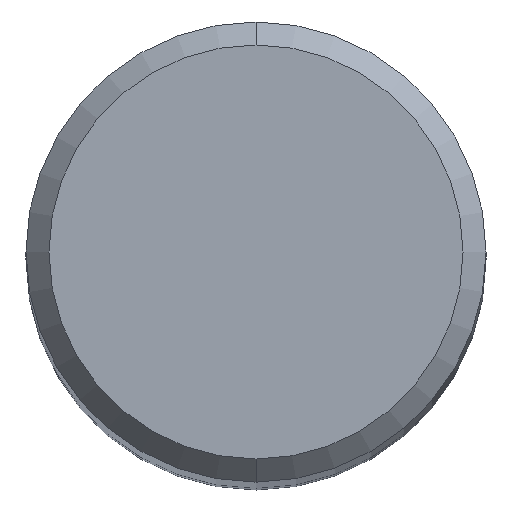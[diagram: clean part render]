
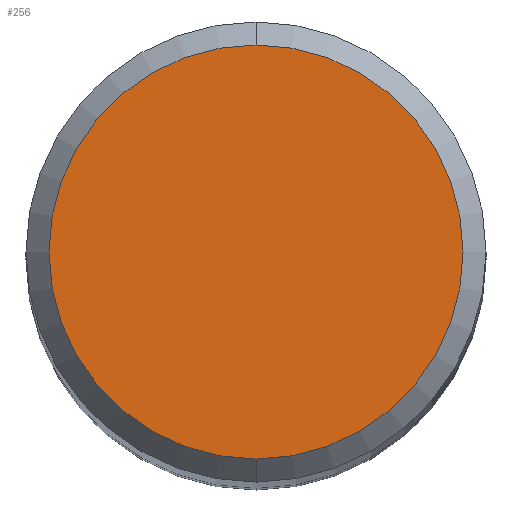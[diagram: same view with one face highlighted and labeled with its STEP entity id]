
A CAD part, top view. The second image highlights one B-rep face of the part: STEP entity #256.
In plain terms, the highlighted planar face has unit normal (0, 0, 1).
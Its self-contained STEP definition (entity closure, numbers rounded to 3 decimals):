
#188=VERTEX_POINT('',#457);
#212=EDGE_CURVE('',#188,#266,#482,.T.);
#256=ADVANCED_FACE('',(#531),#532,.T.);
#266=VERTEX_POINT('',#542);
#318=EDGE_CURVE('',#266,#188,#599,.T.);
#457=CARTESIAN_POINT('',(0.0,4.5,0.0));
#482=CIRCLE('',#855,4.5);
#531=FACE_OUTER_BOUND('',#947,.T.);
#532=PLANE('',#948);
#542=CARTESIAN_POINT('',(0.,-4.5,0.0));
#599=CIRCLE('',#1068,4.5);
#855=AXIS2_PLACEMENT_3D('',#1349,#1350,#1351);
#947=EDGE_LOOP('',(#1433,#1434));
#948=AXIS2_PLACEMENT_3D('',#1435,#1436,#1437);
#1068=AXIS2_PLACEMENT_3D('',#1496,#1497,#1498);
#1349=CARTESIAN_POINT('',(0.0,0.0,0.0));
#1350=DIRECTION('',(0.0,0.0,-1.0));
#1351=DIRECTION('',(0.0,1.0,0.0));
#1433=ORIENTED_EDGE('',*,*,#212,.F.);
#1434=ORIENTED_EDGE('',*,*,#318,.F.);
#1435=CARTESIAN_POINT('',(0.0,2.25,0.0));
#1436=DIRECTION('',(-0.0,0.0,1.0));
#1437=DIRECTION('',(0.0,-1.0,0.0));
#1496=CARTESIAN_POINT('',(0.0,0.0,0.0));
#1497=DIRECTION('',(0.0,0.0,-1.0));
#1498=DIRECTION('',(0.0,1.0,0.0));
